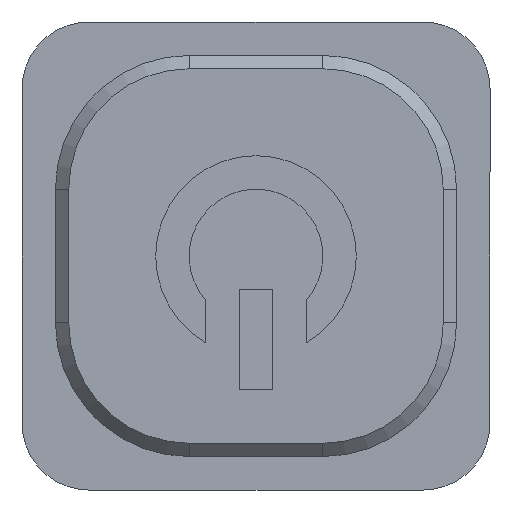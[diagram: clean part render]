
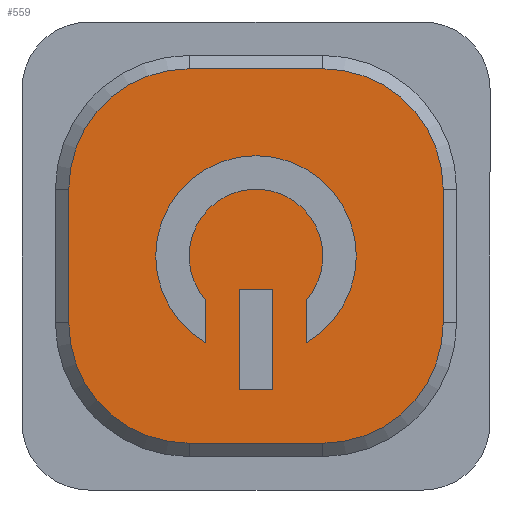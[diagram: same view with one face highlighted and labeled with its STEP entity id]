
A CAD part, front view. The second image highlights one B-rep face of the part: STEP entity #559.
In plain terms, the highlighted planar face has unit normal (0, -1, 0).
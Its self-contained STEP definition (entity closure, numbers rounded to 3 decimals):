
#2 = EDGE_CURVE ( 'NONE', #308, #249, #654, .T. ) ;
#5 = DIRECTION ( 'NONE',  ( 0., 0., -1. ) ) ;
#27 = ORIENTED_EDGE ( 'NONE', *, *, #863, .T. ) ;
#28 = CARTESIAN_POINT ( 'NONE',  ( 2., 0., -0.2 ) ) ;
#34 = EDGE_CURVE ( 'NONE', #841, #356, #103, .T. ) ;
#41 = LINE ( 'NONE', #287, #256 ) ;
#48 = CARTESIAN_POINT ( 'NONE',  ( 4., 0., -4. ) ) ;
#51 = VECTOR ( 'NONE', #63, 1000. ) ;
#52 = LINE ( 'NONE', #396, #743 ) ;
#54 = ORIENTED_EDGE ( 'NONE', *, *, #455, .F. ) ;
#57 = PLANE ( 'NONE',  #869 ) ;
#63 = DIRECTION ( 'NONE',  ( 0., 0., -1. ) ) ;
#71 = ORIENTED_EDGE ( 'NONE', *, *, #610, .T. ) ;
#75 = DIRECTION ( 'NONE',  ( -1., 0., 0. ) ) ;
#78 = VERTEX_POINT ( 'NONE', #512 ) ;
#94 = ORIENTED_EDGE ( 'NONE', *, *, #648, .T. ) ;
#95 = CARTESIAN_POINT ( 'NONE',  ( 2.25, 0., -3.661 ) ) ;
#96 = CARTESIAN_POINT ( 'NONE',  ( 2.25, 0., -3.661 ) ) ;
#100 = DIRECTION ( 'NONE',  ( 0., 0., 1. ) ) ;
#103 = CIRCLE ( 'NONE', #995, 1.5 ) ;
#123 = CARTESIAN_POINT ( 'NONE',  ( 0., 0., 0. ) ) ;
#130 = FACE_OUTER_BOUND ( 'NONE', #186, .T. ) ;
#136 = VERTEX_POINT ( 'NONE', #614 ) ;
#141 = CARTESIAN_POINT ( 'NONE',  ( 4., 0., -0.2 ) ) ;
#143 = CARTESIAN_POINT ( 'NONE',  ( 2.75, 0., -5. ) ) ;
#162 = DIRECTION ( 'NONE',  ( 1., 0., 0. ) ) ;
#165 = CARTESIAN_POINT ( 'NONE',  ( 3.75, 0., -3.661 ) ) ;
#167 = DIRECTION ( 'NONE',  ( 0., 0., -1. ) ) ;
#186 = EDGE_LOOP ( 'NONE', ( #94, #919, #71, #748, #27, #821, #224, #384 ) ) ;
#201 = AXIS2_PLACEMENT_3D ( 'NONE', #1070, #987, #167 ) ;
#209 = LINE ( 'NONE', #28, #553 ) ;
#210 = CARTESIAN_POINT ( 'NONE',  ( 5.8, 0., -4. ) ) ;
#211 = EDGE_CURVE ( 'NONE', #136, #78, #52, .T. ) ;
#220 = VERTEX_POINT ( 'NONE', #141 ) ;
#224 = ORIENTED_EDGE ( 'NONE', *, *, #1101, .T. ) ;
#234 = VECTOR ( 'NONE', #75, 1000. ) ;
#245 = VERTEX_POINT ( 'NONE', #1084 ) ;
#247 = LINE ( 'NONE', #165, #51 ) ;
#249 = VERTEX_POINT ( 'NONE', #418 ) ;
#250 = ORIENTED_EDGE ( 'NONE', *, *, #34, .F. ) ;
#252 = CARTESIAN_POINT ( 'NONE',  ( 2.75, 0., -5. ) ) ;
#256 = VECTOR ( 'NONE', #623, 1000. ) ;
#259 = EDGE_CURVE ( 'NONE', #814, #841, #247, .T. ) ;
#268 = CIRCLE ( 'NONE', #888, 1. ) ;
#275 = EDGE_CURVE ( 'NONE', #419, #814, #268, .T. ) ;
#284 = CARTESIAN_POINT ( 'NONE',  ( 3.25, 0., -3.5 ) ) ;
#287 = CARTESIAN_POINT ( 'NONE',  ( 0.2, 0., -4. ) ) ;
#298 = EDGE_CURVE ( 'NONE', #1098, #452, #843, .T. ) ;
#308 = VERTEX_POINT ( 'NONE', #252 ) ;
#311 = CARTESIAN_POINT ( 'NONE',  ( 2., 0., -4. ) ) ;
#323 = AXIS2_PLACEMENT_3D ( 'NONE', #48, #392, #628 ) ;
#348 = CARTESIAN_POINT ( 'NONE',  ( 2.75, 0., -3.5 ) ) ;
#354 = VECTOR ( 'NONE', #694, 1000. ) ;
#356 = VERTEX_POINT ( 'NONE', #1013 ) ;
#370 = VECTOR ( 'NONE', #162, 1000. ) ;
#374 = CIRCLE ( 'NONE', #323, 1.8 ) ;
#377 = CIRCLE ( 'NONE', #201, 1.8 ) ;
#384 = ORIENTED_EDGE ( 'NONE', *, *, #991, .T. ) ;
#387 = EDGE_CURVE ( 'NONE', #452, #308, #527, .T. ) ;
#390 = CARTESIAN_POINT ( 'NONE',  ( 3.25, 0., -3.5 ) ) ;
#392 = DIRECTION ( 'NONE',  ( 0., -1., 0. ) ) ;
#396 = CARTESIAN_POINT ( 'NONE',  ( 4., 0., -5.8 ) ) ;
#403 = ORIENTED_EDGE ( 'NONE', *, *, #298, .F. ) ;
#418 = CARTESIAN_POINT ( 'NONE',  ( 3.25, 0., -5. ) ) ;
#419 = VERTEX_POINT ( 'NONE', #96 ) ;
#452 = VERTEX_POINT ( 'NONE', #348 ) ;
#455 = EDGE_CURVE ( 'NONE', #249, #1098, #772, .T. ) ;
#500 = CARTESIAN_POINT ( 'NONE',  ( 3., 0., -3. ) ) ;
#512 = CARTESIAN_POINT ( 'NONE',  ( 4., 0., -5.8 ) ) ;
#517 = CIRCLE ( 'NONE', #996, 1.8 ) ;
#520 = DIRECTION ( 'NONE',  ( 0., -1., 0. ) ) ;
#526 = CARTESIAN_POINT ( 'NONE',  ( 3.75, 0., -3.661 ) ) ;
#527 = LINE ( 'NONE', #852, #905 ) ;
#530 = ORIENTED_EDGE ( 'NONE', *, *, #259, .F. ) ;
#531 = CARTESIAN_POINT ( 'NONE',  ( 4., 0., -2. ) ) ;
#534 = CIRCLE ( 'NONE', #587, 1.8 ) ;
#548 = DIRECTION ( 'NONE',  ( 0., 0., -1. ) ) ;
#552 = DIRECTION ( 'NONE',  ( 0., -1., 0. ) ) ;
#553 = VECTOR ( 'NONE', #716, 1000. ) ;
#555 = VERTEX_POINT ( 'NONE', #640 ) ;
#557 = DIRECTION ( 'NONE',  ( 0., -1., 0. ) ) ;
#559 = ADVANCED_FACE ( 'NONE', ( #881, #885, #130 ), #57, .T. ) ;
#580 = DIRECTION ( 'NONE',  ( 0., 1., 0. ) ) ;
#581 = EDGE_CURVE ( 'NONE', #636, #555, #632, .T. ) ;
#587 = AXIS2_PLACEMENT_3D ( 'NONE', #311, #552, #548 ) ;
#594 = DIRECTION ( 'NONE',  ( 0., -1., 0. ) ) ;
#610 = EDGE_CURVE ( 'NONE', #78, #636, #374, .T. ) ;
#614 = CARTESIAN_POINT ( 'NONE',  ( 2., 0., -5.8 ) ) ;
#623 = DIRECTION ( 'NONE',  ( 0., 0., -1. ) ) ;
#625 = ORIENTED_EDGE ( 'NONE', *, *, #387, .F. ) ;
#628 = DIRECTION ( 'NONE',  ( 0., 0., -1. ) ) ;
#632 = LINE ( 'NONE', #714, #998 ) ;
#636 = VERTEX_POINT ( 'NONE', #210 ) ;
#640 = CARTESIAN_POINT ( 'NONE',  ( 5.8, 0., -2. ) ) ;
#646 = DIRECTION ( 'NONE',  ( 0., 0., -1. ) ) ;
#648 = EDGE_CURVE ( 'NONE', #1081, #136, #534, .T. ) ;
#652 = DIRECTION ( 'NONE',  ( 0., 0., 1. ) ) ;
#654 = LINE ( 'NONE', #143, #370 ) ;
#669 = EDGE_LOOP ( 'NONE', ( #403, #54, #692, #625 ) ) ;
#684 = CARTESIAN_POINT ( 'NONE',  ( 3.75, 0., -4.299 ) ) ;
#692 = ORIENTED_EDGE ( 'NONE', *, *, #2, .F. ) ;
#694 = DIRECTION ( 'NONE',  ( 0., 0., 1. ) ) ;
#714 = CARTESIAN_POINT ( 'NONE',  ( 5.8, 0., -2. ) ) ;
#716 = DIRECTION ( 'NONE',  ( -1., 0., 0. ) ) ;
#721 = CARTESIAN_POINT ( 'NONE',  ( 0.2, 0., -4. ) ) ;
#739 = CARTESIAN_POINT ( 'NONE',  ( 2., 0., -0.2 ) ) ;
#743 = VECTOR ( 'NONE', #1073, 1000. ) ;
#748 = ORIENTED_EDGE ( 'NONE', *, *, #581, .T. ) ;
#766 = LINE ( 'NONE', #95, #975 ) ;
#771 = DIRECTION ( 'NONE',  ( 0., 0., -1. ) ) ;
#772 = LINE ( 'NONE', #284, #354 ) ;
#774 = CARTESIAN_POINT ( 'NONE',  ( 3., 0., -3. ) ) ;
#781 = VERTEX_POINT ( 'NONE', #739 ) ;
#790 = ORIENTED_EDGE ( 'NONE', *, *, #275, .F. ) ;
#814 = VERTEX_POINT ( 'NONE', #526 ) ;
#821 = ORIENTED_EDGE ( 'NONE', *, *, #1053, .T. ) ;
#836 = CARTESIAN_POINT ( 'NONE',  ( 2.75, 0., -3.5 ) ) ;
#841 = VERTEX_POINT ( 'NONE', #684 ) ;
#843 = LINE ( 'NONE', #836, #234 ) ;
#852 = CARTESIAN_POINT ( 'NONE',  ( 2.75, 0., -3.5 ) ) ;
#858 = DIRECTION ( 'NONE',  ( 0., 0., -1. ) ) ;
#863 = EDGE_CURVE ( 'NONE', #555, #220, #517, .T. ) ;
#864 = ORIENTED_EDGE ( 'NONE', *, *, #882, .F. ) ;
#869 = AXIS2_PLACEMENT_3D ( 'NONE', #123, #557, #646 ) ;
#881 = FACE_BOUND ( 'NONE', #953, .T. ) ;
#882 = EDGE_CURVE ( 'NONE', #356, #419, #766, .T. ) ;
#885 = FACE_BOUND ( 'NONE', #669, .T. ) ;
#888 = AXIS2_PLACEMENT_3D ( 'NONE', #500, #580, #928 ) ;
#905 = VECTOR ( 'NONE', #5, 1000. ) ;
#919 = ORIENTED_EDGE ( 'NONE', *, *, #211, .T. ) ;
#928 = DIRECTION ( 'NONE',  ( 0., 0., -1. ) ) ;
#953 = EDGE_LOOP ( 'NONE', ( #790, #864, #250, #530 ) ) ;
#975 = VECTOR ( 'NONE', #100, 1000. ) ;
#987 = DIRECTION ( 'NONE',  ( 0., -1., 0. ) ) ;
#991 = EDGE_CURVE ( 'NONE', #245, #1081, #41, .T. ) ;
#995 = AXIS2_PLACEMENT_3D ( 'NONE', #774, #520, #858 ) ;
#996 = AXIS2_PLACEMENT_3D ( 'NONE', #531, #594, #771 ) ;
#998 = VECTOR ( 'NONE', #652, 1000. ) ;
#1013 = CARTESIAN_POINT ( 'NONE',  ( 2.25, 0., -4.299 ) ) ;
#1053 = EDGE_CURVE ( 'NONE', #220, #781, #209, .T. ) ;
#1070 = CARTESIAN_POINT ( 'NONE',  ( 2., 0., -2. ) ) ;
#1073 = DIRECTION ( 'NONE',  ( 1., 0., 0. ) ) ;
#1081 = VERTEX_POINT ( 'NONE', #721 ) ;
#1084 = CARTESIAN_POINT ( 'NONE',  ( 0.2, 0., -2. ) ) ;
#1098 = VERTEX_POINT ( 'NONE', #390 ) ;
#1101 = EDGE_CURVE ( 'NONE', #781, #245, #377, .T. ) ;
